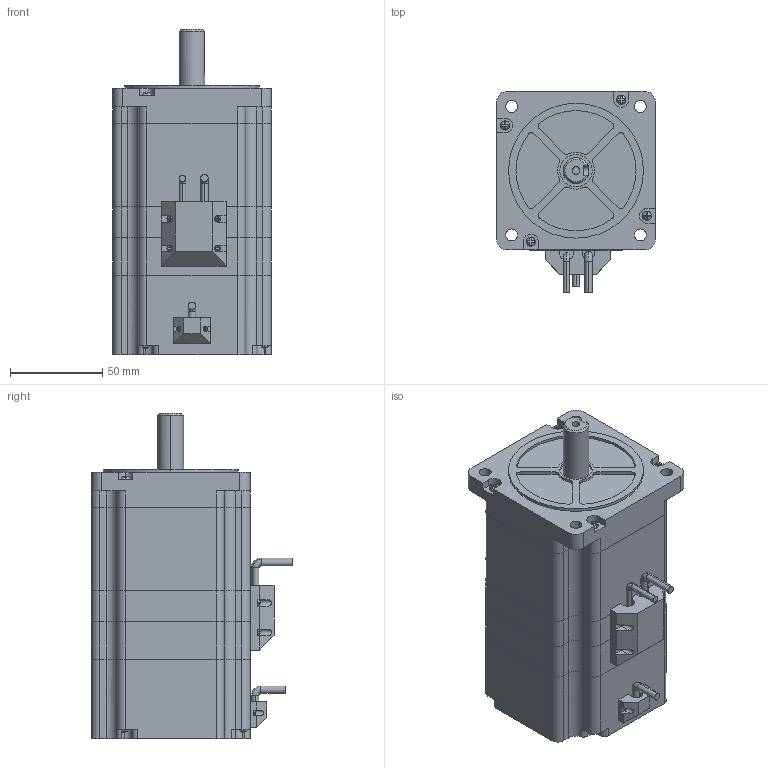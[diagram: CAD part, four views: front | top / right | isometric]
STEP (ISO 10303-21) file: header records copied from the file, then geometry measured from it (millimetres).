
FILE_DESCRIPTION (( 'STEP AP214' ), '1' );
FILE_NAME ('86-80-171.STEP', '2021-08-24T07:19:41', ( 'HP' ), ( 'CZLH' ), 'SwSTEP 2.0', 'SolidWorks 2012', '' );
FILE_SCHEMA (( 'AUTOMOTIVE_DESIGN' ));
Length unit declared in the file: millimetre
Products named in the file (1): 86-80-171
Bounding box: 85.8 x 108.8 x 176.2 mm (x, y, z)
Surface area: 81670 mm2 (no closed solid volume)
Topology: 0 solids, 14 shells, 434 faces, 1361 edges, 927 vertices
Faces by surface type: plane 236, cylinder 164, sphere 26, torus 6, cone 2
Entity records: 19831 total; most frequent: DIRECTION 2780, CARTESIAN_POINT 2751, ORIENTED_EDGE 2321, EDGE_CURVE 1341, AXIS2_PLACEMENT_3D 1014, VERTEX_POINT 917, VECTOR 752, LINE 752
